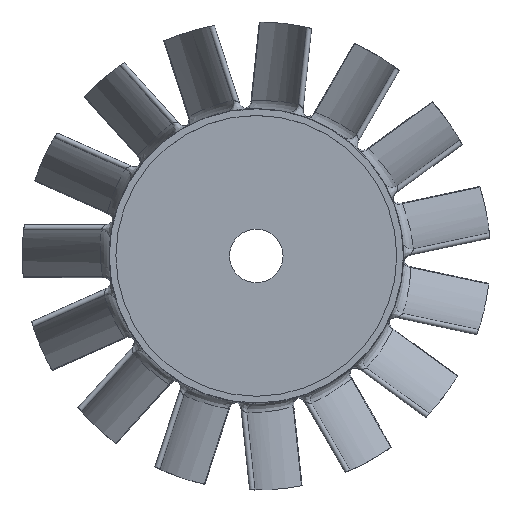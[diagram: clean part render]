
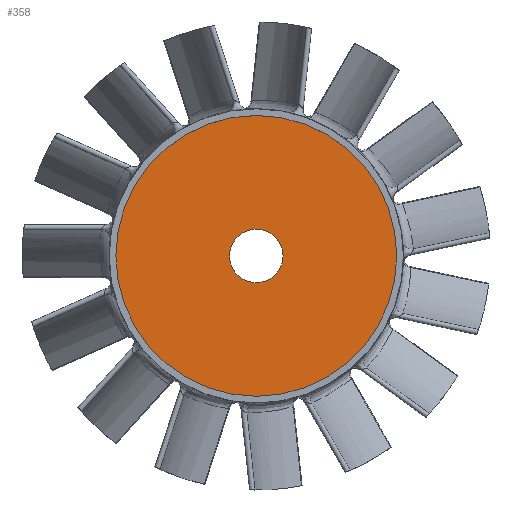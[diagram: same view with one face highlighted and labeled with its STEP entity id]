
A CAD part, top view. The second image highlights one B-rep face of the part: STEP entity #358.
In plain terms, the highlighted planar face has unit normal (0, 0, 1).
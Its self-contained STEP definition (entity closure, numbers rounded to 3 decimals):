
#350=PLANE('',#2146);
#358=ADVANCED_FACE('',(#668,#669),#350,.T.);
#578=CIRCLE('',#2137,6.);
#581=CIRCLE('',#2143,31.5);
#668=FACE_BOUND('',#699,.T.);
#669=FACE_BOUND('',#700,.T.);
#699=EDGE_LOOP('',(#910));
#700=EDGE_LOOP('',(#911));
#910=ORIENTED_EDGE('',*,*,#1707,.T.);
#911=ORIENTED_EDGE('',*,*,#1710,.F.);
#1519=VERTEX_POINT('',#3737);
#1522=VERTEX_POINT('',#3746);
#1707=EDGE_CURVE('',#1519,#1519,#578,.T.);
#1710=EDGE_CURVE('',#1522,#1522,#581,.T.);
#2137=AXIS2_PLACEMENT_3D('',#3736,#2294,#2295);
#2143=AXIS2_PLACEMENT_3D('',#3745,#2306,#2307);
#2146=AXIS2_PLACEMENT_3D('',#3750,#2312,#2313);
#2294=DIRECTION('',(0.,0.,-1.));
#2295=DIRECTION('',(-1.,0.,0.));
#2306=DIRECTION('',(0.,0.,-1.));
#2307=DIRECTION('',(-1.,0.,0.));
#2312=DIRECTION('',(0.,0.,1.));
#2313=DIRECTION('',(1.,0.,0.));
#3736=CARTESIAN_POINT('',(0.,0.,15.5));
#3737=CARTESIAN_POINT('',(-6.,0.,15.5));
#3745=CARTESIAN_POINT('',(0.,0.,15.5));
#3746=CARTESIAN_POINT('',(-31.5,0.,15.5));
#3750=CARTESIAN_POINT('',(31.5,0.,15.5));
